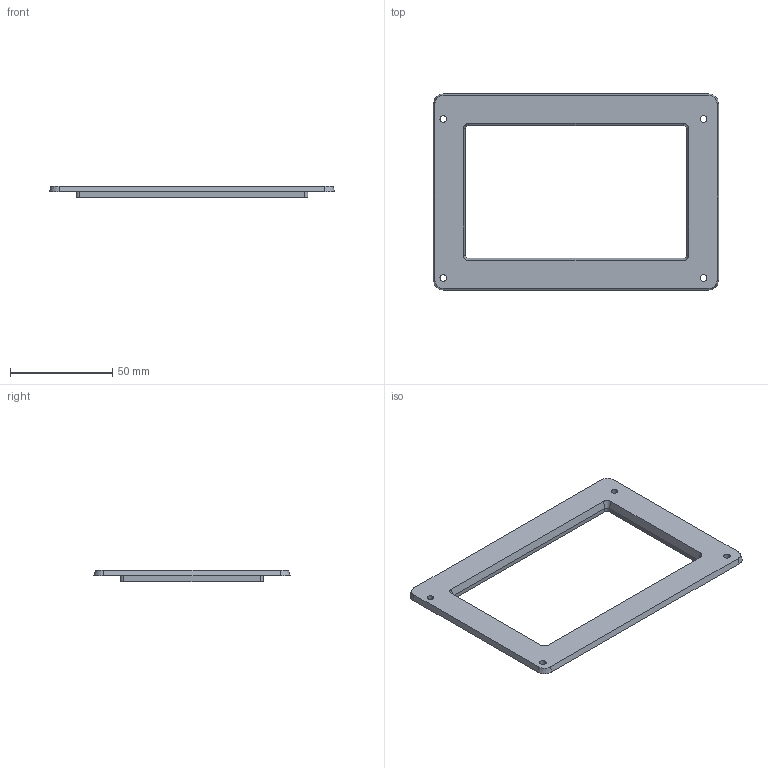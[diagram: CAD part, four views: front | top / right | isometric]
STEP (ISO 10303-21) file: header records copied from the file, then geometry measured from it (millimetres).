
FILE_DESCRIPTION (( 'STEP AP214' ), '1' );
FILE_NAME ('NEXTION NX8048T050 Bezel.step', '2021-02-21T00:26:58', ( '' ), ( '' ), 'SwSTEP 2.0', 'SolidWorks 2021', '' );
FILE_SCHEMA (( 'AUTOMOTIVE_DESIGN' ));
Length unit declared in the file: inch
Products named in the file (1): NEXTION NX8048T050 Bezel
Bounding box: 139.17 x 95.73 x 5.84 mm (x, y, z)
Volume: 19097.3 mm3; surface area: 16462 mm2
Topology: 1 solids, 1 shells, 43 faces, 112 edges, 72 vertices
Faces by surface type: plane 19, cylinder 16, cone 8
Entity records: 1386 total; most frequent: DIRECTION 244, CARTESIAN_POINT 228, ORIENTED_EDGE 224, EDGE_CURVE 112, AXIS2_PLACEMENT_3D 88, VERTEX_POINT 72, VECTOR 68, LINE 68
